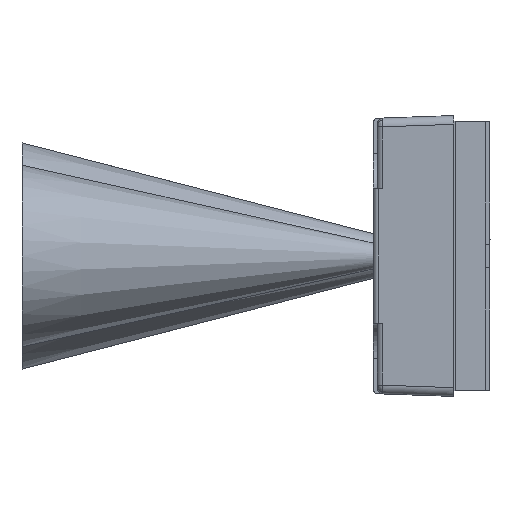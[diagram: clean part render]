
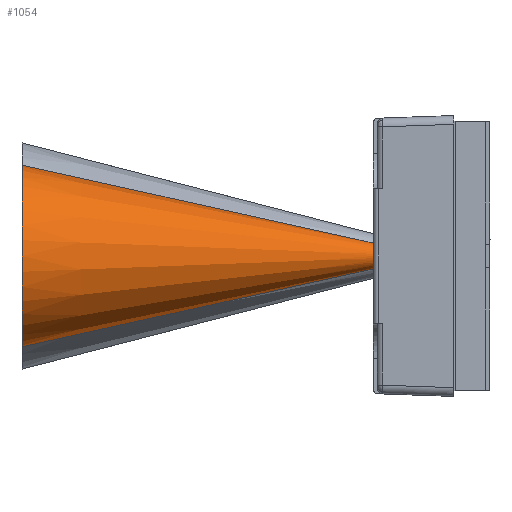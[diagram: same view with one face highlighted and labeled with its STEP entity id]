
A CAD part, left-side view. The second image highlights one B-rep face of the part: STEP entity #1054.
In plain terms, the highlighted conical face has half-angle 12.5 degrees and reference radius 0.11 mm.
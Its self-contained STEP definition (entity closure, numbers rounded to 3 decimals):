
#88 = ORIENTED_EDGE ( 'NONE', *, *, #11282, .F. ) ;
#1054 = ADVANCED_FACE ( 'NONE', ( #1508 ), #3713, .T. ) ;
#1508 = FACE_OUTER_BOUND ( 'NONE', #12601, .T. ) ;
#1960 = EDGE_CURVE ( 'NONE', #3883, #9349, #13139, .T. ) ;
#3082 = VECTOR ( 'NONE', #14378, 1000. ) ;
#3713 = CONICAL_SURFACE ( 'NONE', #9121, 0.11, 0.218 ) ;
#3863 = DIRECTION ( 'NONE',  ( 0., -1., 0. ) ) ;
#3883 = VERTEX_POINT ( 'NONE', #5666 ) ;
#4265 = VERTEX_POINT ( 'NONE', #10724 ) ;
#4320 = EDGE_CURVE ( 'NONE', #10181, #9349, #11401, .T. ) ;
#4954 = CARTESIAN_POINT ( 'NONE',  ( 0., 3., 0. ) ) ;
#5098 = DIRECTION ( 'NONE',  ( 0., 0., -1. ) ) ;
#5285 = CARTESIAN_POINT ( 'NONE',  ( 0., 0., 0. ) ) ;
#5543 = AXIS2_PLACEMENT_3D ( 'NONE', #5285, #10055, #9826 ) ;
#5666 = CARTESIAN_POINT ( 'NONE',  ( 0., 0., -0.11 ) ) ;
#5902 = DIRECTION ( 'NONE',  ( 0., 0., 1. ) ) ;
#6209 = DIRECTION ( 'NONE',  ( 0., 1., 0. ) ) ;
#7131 = LINE ( 'NONE', #11901, #3082 ) ;
#8362 = ORIENTED_EDGE ( 'NONE', *, *, #1960, .F. ) ;
#8926 = AXIS2_PLACEMENT_3D ( 'NONE', #4954, #3863, #5098 ) ;
#9121 = AXIS2_PLACEMENT_3D ( 'NONE', #11811, #6209, #5902 ) ;
#9178 = CARTESIAN_POINT ( 'NONE',  ( 0., 3., 0.775 ) ) ;
#9349 = VERTEX_POINT ( 'NONE', #15077 ) ;
#9826 = DIRECTION ( 'NONE',  ( 0., 0., -1. ) ) ;
#10005 = EDGE_CURVE ( 'NONE', #4265, #10181, #7131, .T. ) ;
#10055 = DIRECTION ( 'NONE',  ( 0., -1., 0. ) ) ;
#10181 = VERTEX_POINT ( 'NONE', #9178 ) ;
#10724 = CARTESIAN_POINT ( 'NONE',  ( 0., 0., 0.11 ) ) ;
#10846 = VECTOR ( 'NONE', #11754, 1000. ) ;
#10889 = ORIENTED_EDGE ( 'NONE', *, *, #4320, .T. ) ;
#11282 = EDGE_CURVE ( 'NONE', #4265, #3883, #12470, .T. ) ;
#11401 = CIRCLE ( 'NONE', #8926, 0.775 ) ;
#11666 = CARTESIAN_POINT ( 'NONE',  ( 0., 0., -0.11 ) ) ;
#11754 = DIRECTION ( 'NONE',  ( 0., 0.976, -0.216 ) ) ;
#11811 = CARTESIAN_POINT ( 'NONE',  ( 0., 0., 0. ) ) ;
#11901 = CARTESIAN_POINT ( 'NONE',  ( 0., 0., 0.11 ) ) ;
#12470 = CIRCLE ( 'NONE', #5543, 0.11 ) ;
#12601 = EDGE_LOOP ( 'NONE', ( #8362, #88, #14235, #10889 ) ) ;
#13139 = LINE ( 'NONE', #11666, #10846 ) ;
#14235 = ORIENTED_EDGE ( 'NONE', *, *, #10005, .T. ) ;
#14378 = DIRECTION ( 'NONE',  ( 0., 0.976, 0.216 ) ) ;
#15077 = CARTESIAN_POINT ( 'NONE',  ( 0., 3., -0.775 ) ) ;
